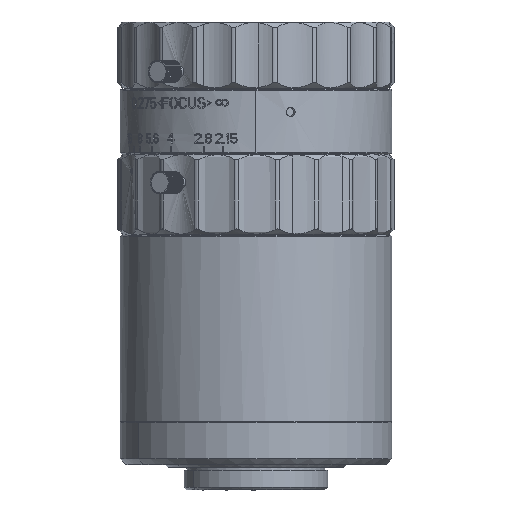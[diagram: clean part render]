
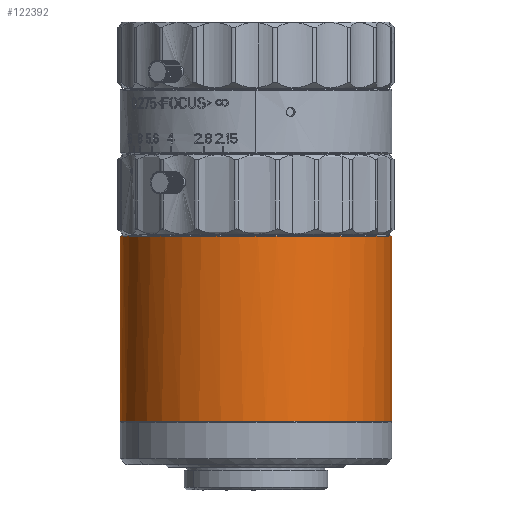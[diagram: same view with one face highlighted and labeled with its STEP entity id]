
A CAD part, left-side view. The second image highlights one B-rep face of the part: STEP entity #122392.
In plain terms, the highlighted free-form (B-spline) face has degree [1, 3] with [2, 7] control points.
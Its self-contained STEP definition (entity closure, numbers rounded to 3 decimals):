
#93 = CARTESIAN_POINT ( 'NONE',  ( 24., 174.796, -58.63 ) ) ;
#631 = CARTESIAN_POINT ( 'NONE',  ( 0.154, 153.937, -58.63 ) ) ;
#1072 = ORIENTED_EDGE ( 'NONE', *, *, #81250, .F. ) ;
#1401 = CARTESIAN_POINT ( 'NONE',  ( 0., 150.796, -58.63 ) ) ;
#6719 = CARTESIAN_POINT ( 'NONE',  ( 9.941, 126.796, -25.95 ) ) ;
#7354 = CARTESIAN_POINT ( 'NONE',  ( 0., 136.738, -25.95 ) ) ;
#8531 = CARTESIAN_POINT ( 'NONE',  ( 2.428, 140.16, -58.63 ) ) ;
#9279 = FACE_OUTER_BOUND ( 'NONE', #63871, .T. ) ;
#11147 = EDGE_CURVE ( 'NONE', #121471, #15162, #83217, .T. ) ;
#11493 = ORIENTED_EDGE ( 'NONE', *, *, #11147, .T. ) ;
#13506 = CARTESIAN_POINT ( 'NONE',  ( 9.941, 126.796, -25.95 ) ) ;
#13808 = CARTESIAN_POINT ( 'NONE',  ( 24., 174.796, -58.63 ) ) ;
#15162 = VERTEX_POINT ( 'NONE', #13808 ) ;
#16826 = ORIENTED_EDGE ( 'NONE', *, *, #122585, .T. ) ;
#18369 = CARTESIAN_POINT ( 'NONE',  ( 9.359, 169.878, -58.63 ) ) ;
#19031 = CARTESIAN_POINT ( 'NONE',  ( 11.973, 171.625, -58.63 ) ) ;
#19690 = CARTESIAN_POINT ( 'NONE',  ( 24., 126.796, -58.63 ) ) ;
#19792 = CARTESIAN_POINT ( 'NONE',  ( 24., 126.796, -58.63 ) ) ;
#20339 = CARTESIAN_POINT ( 'NONE',  ( 0.154, 147.656, -58.63 ) ) ;
#21117 = CARTESIAN_POINT ( 'NONE',  ( 24., 174.796, -58.63 ) ) ;
#22757 = CARTESIAN_POINT ( 'NONE',  ( 0., 164.855, -25.95 ) ) ;
#28276 = CARTESIAN_POINT ( 'NONE',  ( 5.918, 166.655, -58.63 ) ) ;
#30876 = CARTESIAN_POINT ( 'NONE',  ( 2.428, 161.433, -58.63 ) ) ;
#32613 = CARTESIAN_POINT ( 'NONE',  ( 9.941, 174.796, -25.95 ) ) ;
#35053 = CARTESIAN_POINT ( 'NONE',  ( 24., 126.796, -58.63 ) ) ;
#37900 = EDGE_CURVE ( 'NONE', #49318, #45428, #49343, .T. ) ;
#40091 = CARTESIAN_POINT ( 'NONE',  ( 9.359, 131.715, -58.63 ) ) ;
#40746 = CARTESIAN_POINT ( 'NONE',  ( 0.768, 157.02, -58.63 ) ) ;
#42161 = CARTESIAN_POINT ( 'NONE',  ( 24., 174.796, -25.95 ) ) ;
#45428 = VERTEX_POINT ( 'NONE', #35053 ) ;
#48025 = CARTESIAN_POINT ( 'NONE',  ( 4.918, 165.437, -58.63 ) ) ;
#48666 = CARTESIAN_POINT ( 'NONE',  ( 17.776, 174.029, -58.63 ) ) ;
#49318 = VERTEX_POINT ( 'NONE', #104214 ) ;
#49321 = CARTESIAN_POINT ( 'NONE',  ( 20.86, 126.951, -58.63 ) ) ;
#49343 = B_SPLINE_CURVE_WITH_KNOTS ( 'NONE', 1,
 ( #110931, #81345 ),
 .UNSPECIFIED., .F., .F.,
 ( 2, 2 ),
 ( 0., 1. ),
 .UNSPECIFIED. ) ;
#50621 = CARTESIAN_POINT ( 'NONE',  ( 0.768, 144.572, -58.63 ) ) ;
#58530 = CARTESIAN_POINT ( 'NONE',  ( 13.363, 172.368, -58.63 ) ) ;
#59849 = CARTESIAN_POINT ( 'NONE',  ( 13.363, 129.225, -58.63 ) ) ;
#61144 = CARTESIAN_POINT ( 'NONE',  ( 3.171, 162.823, -58.63 ) ) ;
#61584 = CARTESIAN_POINT ( 'NONE',  ( 0., 150.796, -25.95 ) ) ;
#61893 = CARTESIAN_POINT ( 'NONE',  ( 0., 164.855, -58.63 ) ) ;
#61907 = CARTESIAN_POINT ( 'NONE',  ( 24., 174.796, -25.95 ) ) ;
#62871 = CARTESIAN_POINT ( 'NONE',  ( 24., 174.796, -25.95 ) ) ;
#63871 = EDGE_LOOP ( 'NONE', ( #16826, #11493, #1072, #81666 ) ) ;
#67211 = CARTESIAN_POINT ( 'NONE',  ( 0., 164.855, -25.95 ) ) ;
#68387 = CARTESIAN_POINT ( 'NONE',  ( 8.141, 168.879, -58.63 ) ) ;
#70347 = CARTESIAN_POINT ( 'NONE',  ( 3.171, 138.77, -58.63 ) ) ;
#71150 =( BOUNDED_SURFACE ( )  B_SPLINE_SURFACE ( 1, 3, ( 
 ( #106666, #6719, #7354, #86916, #67211, #107307, #42161 ),
 ( #19792, #100002, #111187, #1401, #61893, #90151, #21117 ) ),
 .UNSPECIFIED., .F., .F., .F. ) 
 B_SPLINE_SURFACE_WITH_KNOTS ( ( 2, 2 ),
 ( 4, 3, 4 ),
 ( 0., 1. ),
 ( 0., 0.5, 1. ),
 .UNSPECIFIED. ) 
 GEOMETRIC_REPRESENTATION_ITEM ( )  RATIONAL_B_SPLINE_SURFACE ( (
 ( 1., 0.805, 0.805, 1., 0.805, 0.805, 1.),
 ( 1., 0.805, 0.805, 1., 0.805, 0.805, 1.) ) ) 
 REPRESENTATION_ITEM ( '' )  SURFACE ( )  );
#78238 = CARTESIAN_POINT ( 'NONE',  ( 16.268, 128.022, -58.63 ) ) ;
#78880 = CARTESIAN_POINT ( 'NONE',  ( 24., 174.796, -58.63 ) ) ;
#79535 = CARTESIAN_POINT ( 'NONE',  ( 17.776, 127.564, -58.63 ) ) ;
#81250 = EDGE_CURVE ( 'NONE', #45428, #15162, #110689, .T. ) ;
#81345 = CARTESIAN_POINT ( 'NONE',  ( 24., 126.796, -58.63 ) ) ;
#81666 = ORIENTED_EDGE ( 'NONE', *, *, #37900, .F. ) ;
#82574 = CARTESIAN_POINT ( 'NONE',  ( 0., 136.738, -25.95 ) ) ;
#83217 = B_SPLINE_CURVE_WITH_KNOTS ( 'NONE', 1,
 ( #61907, #93 ),
 .UNSPECIFIED., .F., .F.,
 ( 2, 2 ),
 ( 0., 1. ),
 .UNSPECIFIED. ) ;
#84548 =( BOUNDED_CURVE ( )  B_SPLINE_CURVE ( 3, ( #122039, #13506, #82574, #61584, #22757, #32613, #62871 ),
 .UNSPECIFIED., .F., .F. ) 
 B_SPLINE_CURVE_WITH_KNOTS ( ( 4, 3, 4 ),
 ( -3.142, -1.571, 0. ),
 .UNSPECIFIED. ) 
 CURVE ( )  GEOMETRIC_REPRESENTATION_ITEM ( )  RATIONAL_B_SPLINE_CURVE ( ( 1., 0.805, 0.805, 1., 0.805, 0.805, 1. ) ) 
 REPRESENTATION_ITEM ( '' )  );
#86916 = CARTESIAN_POINT ( 'NONE',  ( 0., 150.796, -25.95 ) ) ;
#88745 = CARTESIAN_POINT ( 'NONE',  ( 20.86, 174.642, -58.63 ) ) ;
#90151 = CARTESIAN_POINT ( 'NONE',  ( 9.941, 174.796, -58.63 ) ) ;
#90705 = CARTESIAN_POINT ( 'NONE',  ( 0., 149.224, -58.63 ) ) ;
#98600 = CARTESIAN_POINT ( 'NONE',  ( 16.268, 173.571, -58.63 ) ) ;
#100002 = CARTESIAN_POINT ( 'NONE',  ( 9.941, 126.796, -58.63 ) ) ;
#104214 = CARTESIAN_POINT ( 'NONE',  ( 24., 126.796, -25.95 ) ) ;
#106666 = CARTESIAN_POINT ( 'NONE',  ( 24., 126.796, -25.95 ) ) ;
#107307 = CARTESIAN_POINT ( 'NONE',  ( 9.941, 174.796, -25.95 ) ) ;
#108479 = CARTESIAN_POINT ( 'NONE',  ( 8.141, 132.714, -58.63 ) ) ;
#109134 = CARTESIAN_POINT ( 'NONE',  ( 22.428, 126.796, -58.63 ) ) ;
#110427 = CARTESIAN_POINT ( 'NONE',  ( 1.225, 143.064, -58.63 ) ) ;
#110689 = B_SPLINE_CURVE_WITH_KNOTS ( 'NONE', 3,
 ( #19690, #109134, #49321, #79535, #78238, #59849, #130159, #40091, #108479, #119650, #120305, #70347, #8531, #110427, #50621, #20339, #90705, #120960, #631, #40746, #118350, #30876, #61144, #48025, #28276, #68387, #18369, #19031, #58530, #98600, #48666, #88745, #128862, #78880 ),
 .UNSPECIFIED., .F., .F.,
 ( 4, 2, 2, 2, 2, 2, 2, 2, 2, 2, 2, 2, 2, 2, 2, 2, 4 ),
 ( 0., 0.196, 0.393, 0.589, 0.785, 0.982, 1.178, 1.374, 1.571, 1.767, 1.963, 2.16, 2.356, 2.553, 2.749, 2.945, 3.142 ),
 .UNSPECIFIED. ) ;
#110931 = CARTESIAN_POINT ( 'NONE',  ( 24., 126.796, -25.95 ) ) ;
#111187 = CARTESIAN_POINT ( 'NONE',  ( 0., 136.738, -58.63 ) ) ;
#113719 = CARTESIAN_POINT ( 'NONE',  ( 24., 174.796, -25.95 ) ) ;
#118350 = CARTESIAN_POINT ( 'NONE',  ( 1.225, 158.528, -58.63 ) ) ;
#119650 = CARTESIAN_POINT ( 'NONE',  ( 5.918, 134.937, -58.63 ) ) ;
#120305 = CARTESIAN_POINT ( 'NONE',  ( 4.918, 136.156, -58.63 ) ) ;
#120960 = CARTESIAN_POINT ( 'NONE',  ( 0., 152.369, -58.63 ) ) ;
#121471 = VERTEX_POINT ( 'NONE', #113719 ) ;
#122039 = CARTESIAN_POINT ( 'NONE',  ( 24., 126.796, -25.95 ) ) ;
#122392 = ADVANCED_FACE ( 'NONE', ( #9279 ), #71150, .F. ) ;
#122585 = EDGE_CURVE ( 'NONE', #49318, #121471, #84548, .T. ) ;
#128862 = CARTESIAN_POINT ( 'NONE',  ( 22.428, 174.796, -58.63 ) ) ;
#130159 = CARTESIAN_POINT ( 'NONE',  ( 11.973, 129.968, -58.63 ) ) ;
